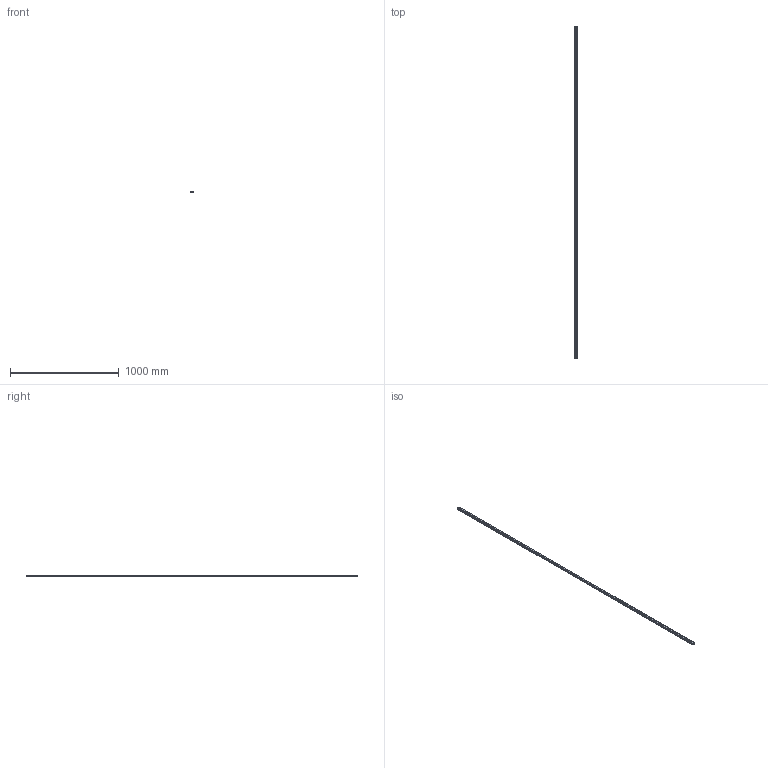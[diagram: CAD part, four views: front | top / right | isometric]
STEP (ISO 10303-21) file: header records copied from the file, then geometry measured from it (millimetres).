
FILE_DESCRIPTION(('STEP AP214'),'1');
FILE_NAME('cctmp_D1BCB3F2-747B-4E54-B3A0-1652F5999925_2021_02_09_17_36_12_0328..stp','2021-02-09T16:36:12',('HIWIN GmbH'),('CADClick - www.CADClick.com'),'Spatial InterOp 3D',' ','unknown authorization');
FILE_SCHEMA(('AUTOMOTIVE_DESIGN'));
Length unit declared in the file: millimetre
Products named in the file (1): EGR25R3060C_FILE
Bounding box: 23 x 3060 x 18 mm (x, y, z)
Volume: 1052454.5 mm3; surface area: 284321.8 mm2
Topology: 1 solids, 1 shells, 717 faces, 1827 edges, 1218 vertices
Faces by surface type: plane 391, cylinder 326
Entity records: 28001 total; most frequent: DIRECTION 4323, CARTESIAN_POINT 3763, ORIENTED_EDGE 3654, EDGE_CURVE 1827, AXIS2_PLACEMENT_3D 1778, VERTEX_POINT 1218, CIRCLE 856, EDGE_LOOP 823
